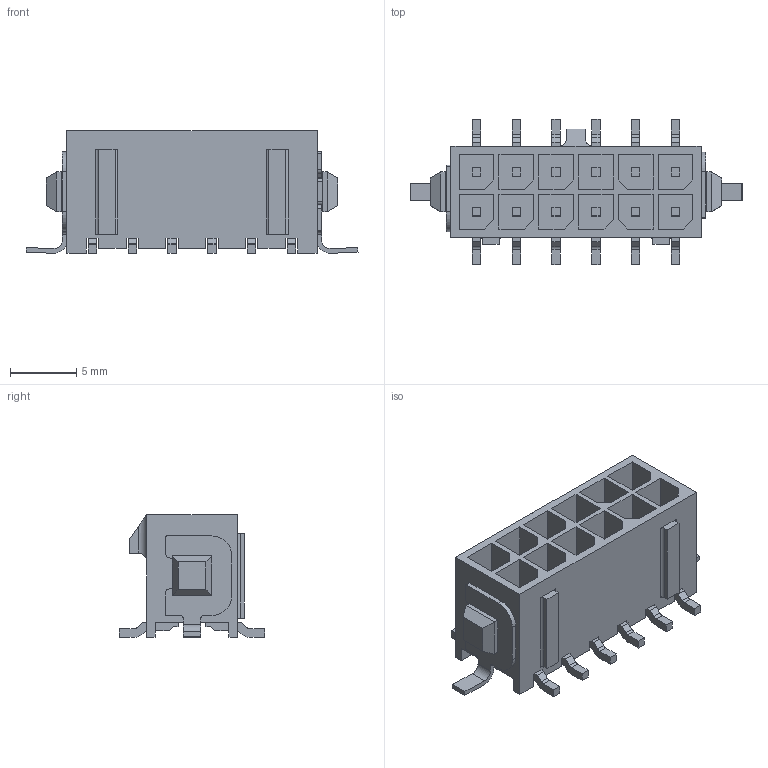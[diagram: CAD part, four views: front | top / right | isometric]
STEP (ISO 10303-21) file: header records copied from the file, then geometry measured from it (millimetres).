
FILE_DESCRIPTION((''),'2;1');
FILE_NAME('C-4-794636-2','2017-05-09T',('workeradm'),('Tyco Electronics Ltd.'),'CREO PARAMETRIC BY PTC INC, 2016050','CREO PARAMETRIC BY PTC INC, 2016050','');
FILE_SCHEMA(('AUTOMOTIVE_DESIGN { 1 0 10303 214 1 1 1 1 }'));
Length unit declared in the file: millimetre
Products named in the file (1): C-4-794636-2
Bounding box: 25.04 x 10.94 x 9.24 mm (x, y, z)
Volume: 652.2 mm3; surface area: 1844.8 mm2
Topology: 1 solids, 1 shells, 495 faces, 1353 edges, 888 vertices
Faces by surface type: plane 408, cylinder 87
Entity records: 15651 total; most frequent: CARTESIAN_POINT 2780, ORIENTED_EDGE 2706, DIRECTION 2509, EDGE_CURVE 1353, VECTOR 1179, LINE 1179, VERTEX_POINT 888, AXIS2_PLACEMENT_3D 665
